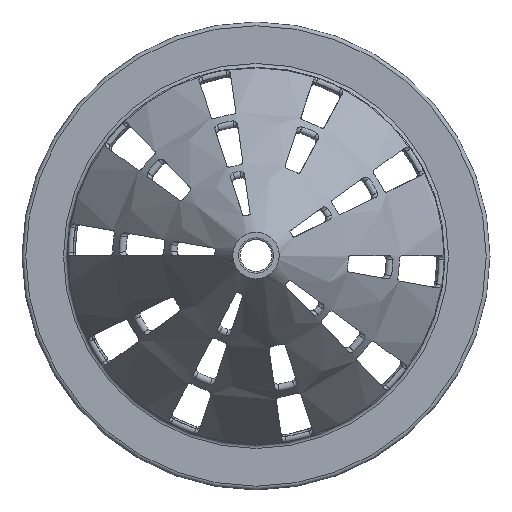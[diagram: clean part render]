
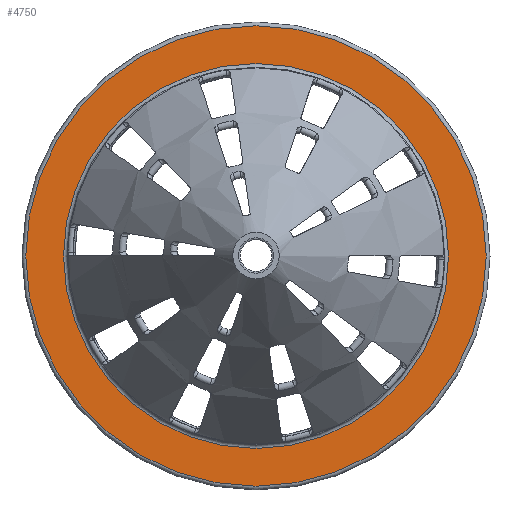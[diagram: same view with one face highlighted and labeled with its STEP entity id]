
A CAD part, top view. The second image highlights one B-rep face of the part: STEP entity #4750.
In plain terms, the highlighted planar face has unit normal (0, 0, 1).
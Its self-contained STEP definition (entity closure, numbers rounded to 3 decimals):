
#198=PLANE('',#5116);
#265=FACE_BOUND('',#577,.T.);
#287=FACE_OUTER_BOUND('',#576,.T.);
#576=EDGE_LOOP('',(#3335));
#577=EDGE_LOOP('',(#3336));
#1437=CIRCLE('',#5115,30.5);
#1438=CIRCLE('',#5117,25.5);
#2000=VERTEX_POINT('',#8878);
#2001=VERTEX_POINT('',#8882);
#2519=EDGE_CURVE('',#2000,#2000,#1437,.T.);
#2520=EDGE_CURVE('',#2001,#2001,#1438,.T.);
#3335=ORIENTED_EDGE('',*,*,#2519,.F.);
#3336=ORIENTED_EDGE('',*,*,#2520,.F.);
#4750=ADVANCED_FACE('',(#287,#265),#198,.T.);
#5115=AXIS2_PLACEMENT_3D('',#8880,#5587,#5588);
#5116=AXIS2_PLACEMENT_3D('',#8881,#5589,#5590);
#5117=AXIS2_PLACEMENT_3D('',#8883,#5591,#5592);
#5587=DIRECTION('center_axis',(0.,0.,-1.));
#5588=DIRECTION('ref_axis',(1.,0.,0.));
#5589=DIRECTION('center_axis',(0.,0.,1.));
#5590=DIRECTION('ref_axis',(1.,0.,0.));
#5591=DIRECTION('center_axis',(0.,0.,1.));
#5592=DIRECTION('ref_axis',(1.,0.,0.));
#8878=CARTESIAN_POINT('',(30.5,0.,0.));
#8880=CARTESIAN_POINT('Origin',(0.,0.,0.));
#8881=CARTESIAN_POINT('Origin',(-31.,0.,0.));
#8882=CARTESIAN_POINT('',(25.5,0.,0.));
#8883=CARTESIAN_POINT('Origin',(0.,0.,0.));
